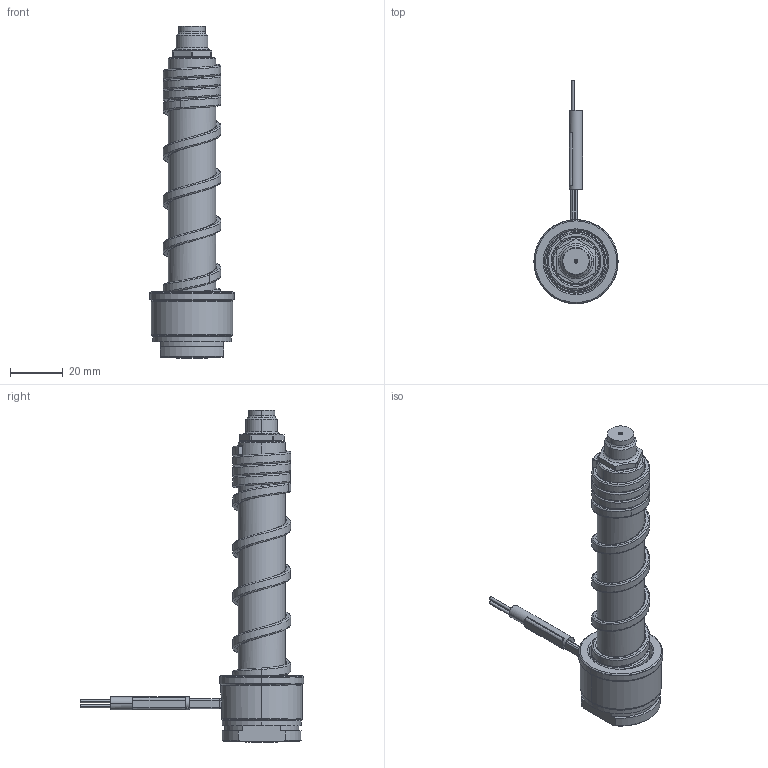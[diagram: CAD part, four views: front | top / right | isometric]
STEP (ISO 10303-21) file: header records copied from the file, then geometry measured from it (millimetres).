
FILE_DESCRIPTION((''),'2;1');
FILE_NAME('SM-126-BEU-N','2014-02-26T',('Íàòàëüÿ'),('IMID'),'PRO/ENGINEER BY PARAMETRIC TECHNOLOGY CORPORATION, 2010180','PRO/ENGINEER BY PARAMETRIC TECHNOLOGY CORPORATION, 2010180','');
FILE_SCHEMA(('CONFIG_CONTROL_DESIGN'));
Length unit declared in the file: millimetre
Products named in the file (1): SM-126-BEU-N
Bounding box: 32 x 85 x 126.2 mm (x, y, z)
Volume: 41114.9 mm3; surface area: 21717.5 mm2
Topology: 1 solids, 9 shells, 337 faces, 884 edges, 531 vertices
Faces by surface type: cylinder 113, bspline 69, cone 60, plane 51, torus 26, revolution 9, extrusion 7, sphere 2
Entity records: 19874 total; most frequent: CARTESIAN_POINT 12048, ORIENTED_EDGE 1728, DIRECTION 1472, EDGE_CURVE 876, AXIS2_PLACEMENT_3D 581, VERTEX_POINT 531, EDGE_LOOP 359, FACE_OUTER_BOUND 337
